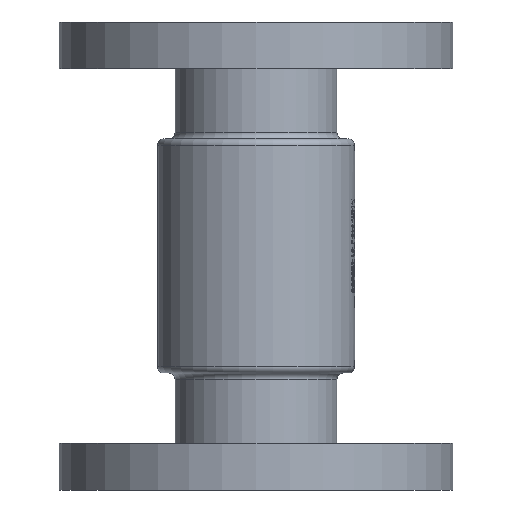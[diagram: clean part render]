
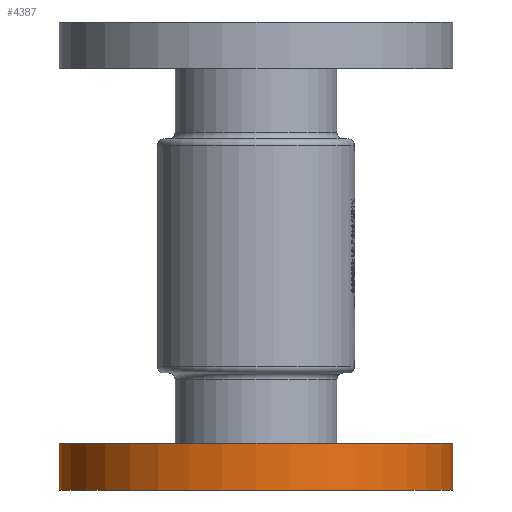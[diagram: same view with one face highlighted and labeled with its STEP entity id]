
A CAD part, front view. The second image highlights one B-rep face of the part: STEP entity #4387.
In plain terms, the highlighted cylindrical face has radius 92.5 mm (diameter 185 mm), a partial arc.
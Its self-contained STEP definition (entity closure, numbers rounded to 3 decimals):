
#208 = EDGE_CURVE ( 'NONE', #11627, #27198, #25865, .T. ) ;
#777 = ORIENTED_EDGE ( 'NONE', *, *, #208, .T. ) ;
#1209 = CARTESIAN_POINT ( 'NONE',  ( 0., 0., -220. ) ) ;
#1520 = DIRECTION ( 'NONE',  ( 0., 0., -1. ) ) ;
#2351 = DIRECTION ( 'NONE',  ( 0., 0., -1. ) ) ;
#2625 = VECTOR ( 'NONE', #2351, 1000. ) ;
#2740 = EDGE_CURVE ( 'NONE', #26510, #11627, #18852, .T. ) ;
#3699 = CYLINDRICAL_SURFACE ( 'NONE', #6359, 92.5 ) ;
#4011 = FACE_OUTER_BOUND ( 'NONE', #15370, .T. ) ;
#4387 = ADVANCED_FACE ( 'NONE', ( #4011 ), #3699, .T. ) ;
#5438 = CARTESIAN_POINT ( 'NONE',  ( -92.5, 0., -220. ) ) ;
#6011 = AXIS2_PLACEMENT_3D ( 'NONE', #18233, #27703, #15901 ) ;
#6359 = AXIS2_PLACEMENT_3D ( 'NONE', #1209, #1520, #17847 ) ;
#6927 = EDGE_CURVE ( 'NONE', #9854, #27198, #26405, .T. ) ;
#7039 = CARTESIAN_POINT ( 'NONE',  ( -92.5, 0., -220. ) ) ;
#8391 = CARTESIAN_POINT ( 'NONE',  ( 92.5, 0., -198. ) ) ;
#9313 = ORIENTED_EDGE ( 'NONE', *, *, #2740, .T. ) ;
#9854 = VERTEX_POINT ( 'NONE', #8391 ) ;
#11627 = VERTEX_POINT ( 'NONE', #5438 ) ;
#12487 = AXIS2_PLACEMENT_3D ( 'NONE', #16620, #26406, #28733 ) ;
#13969 = CIRCLE ( 'NONE', #6011, 92.5 ) ;
#15370 = EDGE_LOOP ( 'NONE', ( #27945, #9313, #777, #19212 ) ) ;
#15901 = DIRECTION ( 'NONE',  ( 1., 0., 0. ) ) ;
#16620 = CARTESIAN_POINT ( 'NONE',  ( 0., 0., -220. ) ) ;
#17502 = CARTESIAN_POINT ( 'NONE',  ( -92.5, 0., -198. ) ) ;
#17847 = DIRECTION ( 'NONE',  ( 1., 0., 0. ) ) ;
#18233 = CARTESIAN_POINT ( 'NONE',  ( 0., 0., -198. ) ) ;
#18815 = VECTOR ( 'NONE', #23907, 1000. ) ;
#18852 = LINE ( 'NONE', #7039, #2625 ) ;
#19212 = ORIENTED_EDGE ( 'NONE', *, *, #6927, .F. ) ;
#23545 = EDGE_CURVE ( 'NONE', #26510, #9854, #13969, .T. ) ;
#23907 = DIRECTION ( 'NONE',  ( 0., 0., -1. ) ) ;
#24496 = CARTESIAN_POINT ( 'NONE',  ( 92.5, 0., -220. ) ) ;
#25865 = CIRCLE ( 'NONE', #12487, 92.5 ) ;
#26405 = LINE ( 'NONE', #26857, #18815 ) ;
#26406 = DIRECTION ( 'NONE',  ( 0., 0., 1. ) ) ;
#26510 = VERTEX_POINT ( 'NONE', #17502 ) ;
#26857 = CARTESIAN_POINT ( 'NONE',  ( 92.5, 0., -220. ) ) ;
#27198 = VERTEX_POINT ( 'NONE', #24496 ) ;
#27703 = DIRECTION ( 'NONE',  ( 0., 0., 1. ) ) ;
#27945 = ORIENTED_EDGE ( 'NONE', *, *, #23545, .F. ) ;
#28733 = DIRECTION ( 'NONE',  ( 1., 0., 0. ) ) ;
